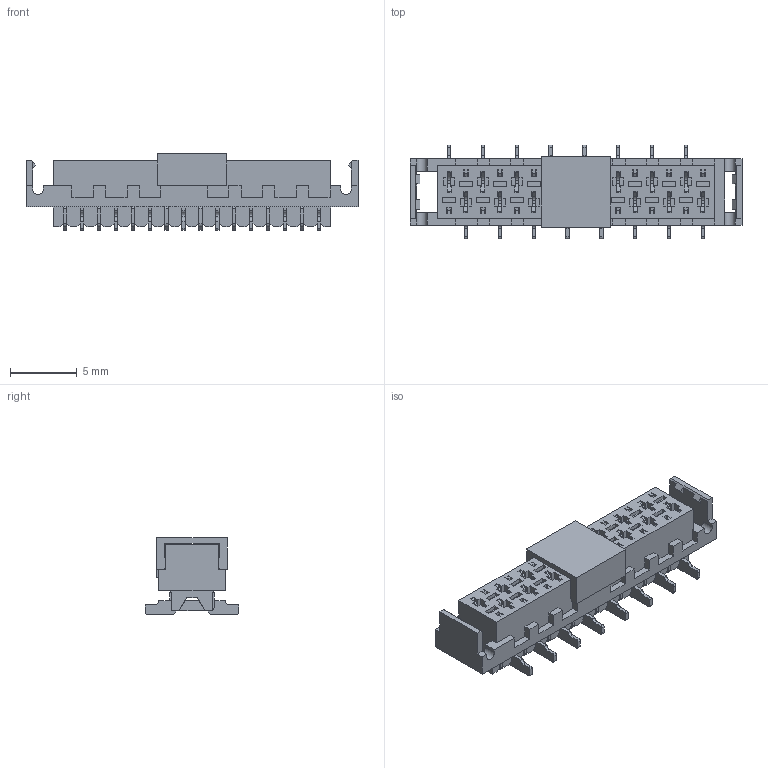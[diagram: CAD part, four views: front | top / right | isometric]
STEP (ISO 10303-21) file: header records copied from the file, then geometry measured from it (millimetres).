
FILE_DESCRIPTION(/* description */ ('Unknown'),/* implementation_level */ '2;1');
FILE_NAME(/* name */ 'J_Wurth_WR-MM_690367291676',/* time_stamp */ '2025-05-07T10:32:18+08:00',/* author */ ('Unknown'),/* organization */ ('Unknown'),/* preprocessor_version */ 'ST-DEVELOPER v19.4',/* originating_system */ 'Solid Edge',/* authorisation */ 'Unknown');
FILE_SCHEMA (('AUTOMOTIVE_DESIGN {1 0 10303 214 3 1 1}'));
Length unit declared in the file: millimetre
Products named in the file (2): J_Wurth_WR-MM_690367291676
Assembly tree (1 placements, depth 2):
  J_Wurth_WR-MM_690367291676
    J_Wurth_WR-MM_690367291676
Bounding box: 24.91 x 7 x 5.75 mm (x, y, z)
Volume: 402.6 mm3; surface area: 1459.8 mm2
Topology: 1 solids, 1 shells, 1533 faces, 4768 edges, 3069 vertices
Faces by surface type: plane 1225, cylinder 308
Entity records: 63442 total; most frequent: ORIENTED_EDGE 9536, CARTESIAN_POINT 9372, DIRECTION 8550, EDGE_CURVE 4768, LINE 4056, VECTOR 4056, VERTEX_POINT 3069, AXIS2_PLACEMENT_3D 2247
